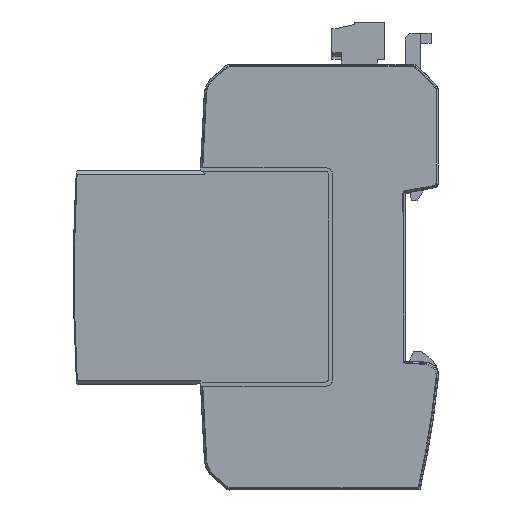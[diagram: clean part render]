
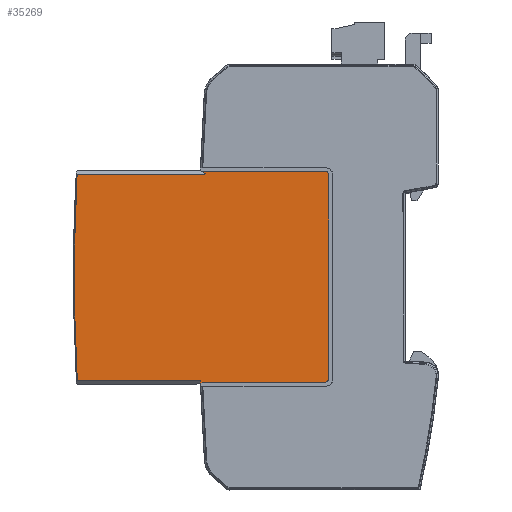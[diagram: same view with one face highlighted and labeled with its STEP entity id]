
A CAD part, left-side view. The second image highlights one B-rep face of the part: STEP entity #35269.
In plain terms, the highlighted planar face has unit normal (-1, 0, 0).
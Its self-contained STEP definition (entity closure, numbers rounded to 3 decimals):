
#28684=DIRECTION('',(0.,1.,0.));
#28685=VECTOR('',#28684,26.02);
#28686=CARTESIAN_POINT('',(-18.15,50.606,-21.976));
#28687=LINE('',#28686,#28685);
#28691=CARTESIAN_POINT('',(-18.15,-322.567,0.059));
#28692=DIRECTION('',(1.,0.,0.));
#28693=DIRECTION('',(0.,0.998,-0.055));
#28694=AXIS2_PLACEMENT_3D('',#28691,#28692,#28693);
#28699=DIRECTION('',(0.,-1.,0.));
#28700=VECTOR('',#28699,27.216);
#28701=CARTESIAN_POINT('',(-18.15,76.646,21.721));
#28702=LINE('',#28701,#28700);
#28706=DIRECTION('',(0.,0.843,0.537));
#28707=VECTOR('',#28706,1.117);
#28708=CARTESIAN_POINT('',(-18.15,49.43,21.724));
#28709=LINE('',#28708,#28707);
#28713=DIRECTION('',(0.,-1.,0.));
#28714=VECTOR('',#28713,26.07);
#28715=CARTESIAN_POINT('',(-18.15,50.372,22.324));
#28716=LINE('',#28715,#28714);
#28720=CARTESIAN_POINT('',(-18.15,24.302,21.526));
#28721=DIRECTION('',(1.,0.,0.));
#28722=DIRECTION('',(0.,0.,1.));
#28723=AXIS2_PLACEMENT_3D('',#28720,#28721,#28722);
#28728=DIRECTION('',(0.,0.,-1.));
#28729=VECTOR('',#28728,43.);
#28730=CARTESIAN_POINT('',(-18.15,23.502,21.526));
#28731=LINE('',#28730,#28729);
#28735=CARTESIAN_POINT('',(-18.15,24.298,-21.474));
#28736=DIRECTION('',(1.,0.,0.));
#28737=DIRECTION('',(0.,-1.,0.));
#28738=AXIS2_PLACEMENT_3D('',#28735,#28736,#28737);
#28743=DIRECTION('',(0.,1.,0.));
#28744=VECTOR('',#28743,25.635);
#28745=CARTESIAN_POINT('',(-18.15,24.298,-22.274));
#28746=LINE('',#28745,#28744);
#28750=DIRECTION('',(0.,0.953,-0.302));
#28751=VECTOR('',#28750,0.662);
#28752=CARTESIAN_POINT('',(-18.15,49.933,-22.276));
#28753=LINE('',#28752,#28751);
#29608=DIRECTION('',(0.,-1.,0.));
#29609=VECTOR('',#29608,0.041);
#29610=CARTESIAN_POINT('',(-18.15,50.606,-22.476));
#29611=LINE('',#29610,#29609);
#33365=DIRECTION('',(0.,0.,-1.));
#33366=VECTOR('',#33365,0.5);
#33367=CARTESIAN_POINT('',(-18.15,50.606,-21.976));
#33368=LINE('',#33367,#33366);
#34440=CARTESIAN_POINT('',(-18.15,50.606,-21.976));
#34441=CARTESIAN_POINT('',(-18.15,76.626,-21.979));
#34442=VERTEX_POINT('',#34440);
#34443=VERTEX_POINT('',#34441);
#34450=CARTESIAN_POINT('',(-18.15,76.646,21.721));
#34451=VERTEX_POINT('',#34450);
#34452=CARTESIAN_POINT('',(-18.15,49.43,21.724));
#34453=VERTEX_POINT('',#34452);
#34454=CARTESIAN_POINT('',(-18.15,50.372,22.324));
#34455=VERTEX_POINT('',#34454);
#34456=CARTESIAN_POINT('',(-18.15,24.302,22.326));
#34457=VERTEX_POINT('',#34456);
#34458=CARTESIAN_POINT('',(-18.15,23.502,21.526));
#34459=VERTEX_POINT('',#34458);
#34460=CARTESIAN_POINT('',(-18.15,23.498,-21.474));
#34461=VERTEX_POINT('',#34460);
#34462=CARTESIAN_POINT('',(-18.15,24.298,-22.274));
#34463=VERTEX_POINT('',#34462);
#34464=CARTESIAN_POINT('',(-18.15,49.933,-22.276));
#34465=VERTEX_POINT('',#34464);
#34466=CARTESIAN_POINT('',(-18.15,50.565,-22.476));
#34467=VERTEX_POINT('',#34466);
#34468=CARTESIAN_POINT('',(-18.15,50.606,-22.476));
#34469=VERTEX_POINT('',#34468);
#35239=CARTESIAN_POINT('',(-18.15,0.3,-0.052));
#35240=DIRECTION('',(1.,0.,0.));
#35241=DIRECTION('',(0.,0.,-1.));
#35242=AXIS2_PLACEMENT_3D('',#35239,#35240,#35241);
#35243=PLANE('',#35242);
#35244=ORIENTED_EDGE('',*,*,#35220,.T.);
#35246=ORIENTED_EDGE('',*,*,#35245,.T.);
#35248=ORIENTED_EDGE('',*,*,#35247,.T.);
#35250=ORIENTED_EDGE('',*,*,#35249,.T.);
#35252=ORIENTED_EDGE('',*,*,#35251,.T.);
#35254=ORIENTED_EDGE('',*,*,#35253,.T.);
#35256=ORIENTED_EDGE('',*,*,#35255,.T.);
#35258=ORIENTED_EDGE('',*,*,#35257,.T.);
#35260=ORIENTED_EDGE('',*,*,#35259,.T.);
#35262=ORIENTED_EDGE('',*,*,#35261,.T.);
#35264=ORIENTED_EDGE('',*,*,#35263,.F.);
#35266=ORIENTED_EDGE('',*,*,#35265,.F.);
#35267=EDGE_LOOP('',(#35244,#35246,#35248,#35250,#35252,#35254,#35256,#35258,
#35260,#35262,#35264,#35266));
#35268=FACE_OUTER_BOUND('',#35267,.F.);
#28695=CIRCLE('',#28694,399.8);
#28724=CIRCLE('',#28723,0.8);
#28739=CIRCLE('',#28738,0.8);
#35220=EDGE_CURVE('',#34442,#34443,#28687,.T.);
#35245=EDGE_CURVE('',#34443,#34451,#28695,.T.);
#35247=EDGE_CURVE('',#34451,#34453,#28702,.T.);
#35249=EDGE_CURVE('',#34453,#34455,#28709,.T.);
#35251=EDGE_CURVE('',#34455,#34457,#28716,.T.);
#35253=EDGE_CURVE('',#34457,#34459,#28724,.T.);
#35255=EDGE_CURVE('',#34459,#34461,#28731,.T.);
#35257=EDGE_CURVE('',#34461,#34463,#28739,.T.);
#35259=EDGE_CURVE('',#34463,#34465,#28746,.T.);
#35261=EDGE_CURVE('',#34465,#34467,#28753,.T.);
#35263=EDGE_CURVE('',#34469,#34467,#29611,.T.);
#35265=EDGE_CURVE('',#34442,#34469,#33368,.T.);
#35269=ADVANCED_FACE('',(#35268),#35243,.F.);
